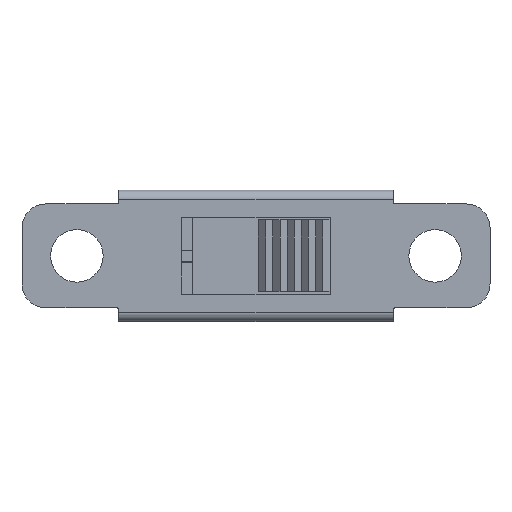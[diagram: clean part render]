
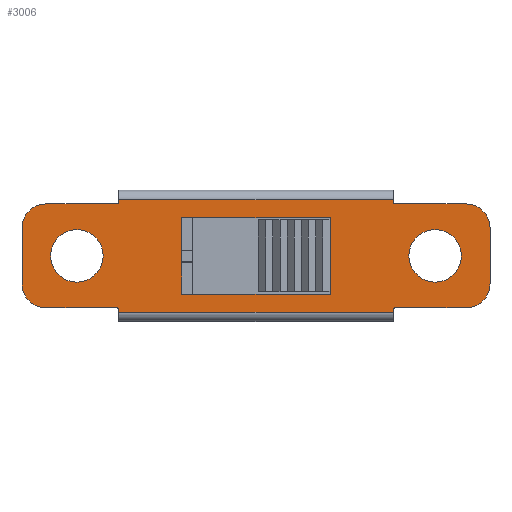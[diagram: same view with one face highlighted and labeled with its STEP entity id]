
A CAD part, top view. The second image highlights one B-rep face of the part: STEP entity #3006.
In plain terms, the highlighted planar face has unit normal (0, 0, 1).
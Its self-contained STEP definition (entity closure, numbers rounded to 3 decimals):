
#51=CIRCLE('',#3151,0.1);
#54=CIRCLE('',#3157,0.1);
#57=CIRCLE('',#3162,0.1);
#60=CIRCLE('',#3168,0.1);
#106=CIRCLE('',#3267,1.1);
#108=CIRCLE('',#3270,1.1);
#110=CIRCLE('',#3274,1.);
#111=CIRCLE('',#3278,1.);
#114=CIRCLE('',#3283,1.);
#116=CIRCLE('',#3289,1.);
#178=FACE_BOUND('',#498,.T.);
#179=FACE_BOUND('',#499,.T.);
#180=FACE_BOUND('',#500,.T.);
#334=FACE_OUTER_BOUND('',#497,.T.);
#497=EDGE_LOOP('',(#2591,#2592,#2593,#2594,#2595,#2596,#2597,#2598,#2599,
#2600,#2601,#2602,#2603,#2604,#2605,#2606,#2607,#2608,#2609,#2610));
#498=EDGE_LOOP('',(#2611));
#499=EDGE_LOOP('',(#2612));
#500=EDGE_LOOP('',(#2613,#2614,#2615,#2616));
#655=LINE('',#4428,#997);
#661=LINE('',#4537,#1003);
#665=LINE('',#4548,#1007);
#668=LINE('',#4649,#1010);
#674=LINE('',#4759,#1016);
#676=LINE('',#4765,#1018);
#767=LINE('',#5132,#1109);
#771=LINE('',#5140,#1113);
#773=LINE('',#5144,#1115);
#776=LINE('',#5149,#1118);
#782=LINE('',#5168,#1124);
#784=LINE('',#5177,#1126);
#787=LINE('',#5183,#1129);
#792=LINE('',#5195,#1134);
#794=LINE('',#5204,#1136);
#797=LINE('',#5210,#1139);
#997=VECTOR('',#3575,1.);
#1003=VECTOR('',#3591,1.);
#1007=VECTOR('',#3599,1.);
#1010=VECTOR('',#3608,1.);
#1016=VECTOR('',#3624,1.);
#1018=VECTOR('',#3630,1.);
#1109=VECTOR('',#3913,1.);
#1113=VECTOR('',#3919,1.);
#1115=VECTOR('',#3923,1.);
#1118=VECTOR('',#3928,1.);
#1124=VECTOR('',#3948,1.);
#1126=VECTOR('',#3958,1.);
#1129=VECTOR('',#3963,10.);
#1134=VECTOR('',#3976,1.);
#1136=VECTOR('',#3986,1.);
#1139=VECTOR('',#3991,1.);
#1307=VERTEX_POINT('',#4425);
#1308=VERTEX_POINT('',#4427);
#1312=VERTEX_POINT('',#4437);
#1315=VERTEX_POINT('',#4534);
#1320=VERTEX_POINT('',#4547);
#1322=VERTEX_POINT('',#4643);
#1323=VERTEX_POINT('',#4647);
#1324=VERTEX_POINT('',#4648);
#1330=VERTEX_POINT('',#4662);
#1332=VERTEX_POINT('',#4758);
#1334=VERTEX_POINT('',#4764);
#1340=VERTEX_POINT('',#4868);
#1421=VERTEX_POINT('',#5128);
#1423=VERTEX_POINT('',#5131);
#1425=VERTEX_POINT('',#5137);
#1427=VERTEX_POINT('',#5143);
#1430=VERTEX_POINT('',#5154);
#1432=VERTEX_POINT('',#5160);
#1434=VERTEX_POINT('',#5166);
#1436=VERTEX_POINT('',#5172);
#1437=VERTEX_POINT('',#5176);
#1439=VERTEX_POINT('',#5182);
#1442=VERTEX_POINT('',#5193);
#1444=VERTEX_POINT('',#5199);
#1445=VERTEX_POINT('',#5203);
#1447=VERTEX_POINT('',#5209);
#1632=EDGE_CURVE('',#1307,#1308,#655,.T.);
#1637=EDGE_CURVE('',#1307,#1312,#51,.T.);
#1642=EDGE_CURVE('',#1308,#1315,#661,.T.);
#1647=EDGE_CURVE('',#1320,#1315,#665,.T.);
#1650=EDGE_CURVE('',#1322,#1320,#54,.T.);
#1652=EDGE_CURVE('',#1323,#1324,#668,.T.);
#1659=EDGE_CURVE('',#1324,#1330,#57,.T.);
#1662=EDGE_CURVE('',#1332,#1323,#674,.T.);
#1665=EDGE_CURVE('',#1332,#1334,#676,.T.);
#1672=EDGE_CURVE('',#1340,#1334,#60,.T.);
#1803=EDGE_CURVE('',#1421,#1423,#767,.T.);
#1807=EDGE_CURVE('',#1425,#1421,#771,.T.);
#1809=EDGE_CURVE('',#1423,#1427,#773,.T.);
#1812=EDGE_CURVE('',#1427,#1425,#776,.T.);
#1816=EDGE_CURVE('',#1430,#1430,#106,.T.);
#1819=EDGE_CURVE('',#1432,#1432,#108,.T.);
#1822=EDGE_CURVE('',#1330,#1434,#782,.T.);
#1825=EDGE_CURVE('',#1436,#1434,#110,.T.);
#1826=EDGE_CURVE('',#1322,#1437,#784,.T.);
#1829=EDGE_CURVE('',#1439,#1436,#787,.T.);
#1832=EDGE_CURVE('',#1437,#1439,#111,.T.);
#1836=EDGE_CURVE('',#1312,#1442,#792,.T.);
#1839=EDGE_CURVE('',#1444,#1442,#114,.T.);
#1840=EDGE_CURVE('',#1340,#1445,#794,.T.);
#1843=EDGE_CURVE('',#1444,#1447,#797,.T.);
#1847=EDGE_CURVE('',#1445,#1447,#116,.T.);
#2591=ORIENTED_EDGE('',*,*,#1637,.T.);
#2592=ORIENTED_EDGE('',*,*,#1836,.T.);
#2593=ORIENTED_EDGE('',*,*,#1839,.F.);
#2594=ORIENTED_EDGE('',*,*,#1843,.T.);
#2595=ORIENTED_EDGE('',*,*,#1847,.F.);
#2596=ORIENTED_EDGE('',*,*,#1840,.F.);
#2597=ORIENTED_EDGE('',*,*,#1672,.T.);
#2598=ORIENTED_EDGE('',*,*,#1665,.F.);
#2599=ORIENTED_EDGE('',*,*,#1662,.T.);
#2600=ORIENTED_EDGE('',*,*,#1652,.T.);
#2601=ORIENTED_EDGE('',*,*,#1659,.T.);
#2602=ORIENTED_EDGE('',*,*,#1822,.T.);
#2603=ORIENTED_EDGE('',*,*,#1825,.F.);
#2604=ORIENTED_EDGE('',*,*,#1829,.F.);
#2605=ORIENTED_EDGE('',*,*,#1832,.F.);
#2606=ORIENTED_EDGE('',*,*,#1826,.F.);
#2607=ORIENTED_EDGE('',*,*,#1650,.T.);
#2608=ORIENTED_EDGE('',*,*,#1647,.T.);
#2609=ORIENTED_EDGE('',*,*,#1642,.F.);
#2610=ORIENTED_EDGE('',*,*,#1632,.F.);
#2611=ORIENTED_EDGE('',*,*,#1819,.F.);
#2612=ORIENTED_EDGE('',*,*,#1816,.F.);
#2613=ORIENTED_EDGE('',*,*,#1803,.F.);
#2614=ORIENTED_EDGE('',*,*,#1807,.F.);
#2615=ORIENTED_EDGE('',*,*,#1812,.F.);
#2616=ORIENTED_EDGE('',*,*,#1809,.F.);
#2855=PLANE('',#3288);
#3006=ADVANCED_FACE('',(#334,#178,#179,#180),#2855,.F.);
#3151=AXIS2_PLACEMENT_3D('',#4438,#3583,#3584);
#3157=AXIS2_PLACEMENT_3D('',#4644,#3603,#3604);
#3162=AXIS2_PLACEMENT_3D('',#4663,#3619,#3620);
#3168=AXIS2_PLACEMENT_3D('',#4869,#3639,#3640);
#3267=AXIS2_PLACEMENT_3D('',#5156,#3935,#3936);
#3270=AXIS2_PLACEMENT_3D('',#5162,#3942,#3943);
#3274=AXIS2_PLACEMENT_3D('',#5174,#3954,#3955);
#3278=AXIS2_PLACEMENT_3D('',#5188,#3968,#3969);
#3283=AXIS2_PLACEMENT_3D('',#5201,#3982,#3983);
#3288=AXIS2_PLACEMENT_3D('',#5216,#3998,#3999);
#3289=AXIS2_PLACEMENT_3D('',#5217,#4000,#4001);
#3575=DIRECTION('',(0.,1.,0.));
#3583=DIRECTION('center_axis',(0.,0.,-1.));
#3584=DIRECTION('ref_axis',(0.,1.,0.));
#3591=DIRECTION('',(1.,0.,0.));
#3599=DIRECTION('',(0.,1.,0.));
#3603=DIRECTION('center_axis',(0.,0.,-1.));
#3604=DIRECTION('ref_axis',(0.,1.,0.));
#3608=DIRECTION('',(0.,1.,0.));
#3619=DIRECTION('center_axis',(0.,0.,-1.));
#3620=DIRECTION('ref_axis',(0.,1.,0.));
#3624=DIRECTION('',(1.,0.,0.));
#3630=DIRECTION('',(0.,1.,0.));
#3639=DIRECTION('center_axis',(0.,0.,-1.));
#3640=DIRECTION('ref_axis',(0.,1.,0.));
#3913=DIRECTION('',(0.,-1.,0.));
#3919=DIRECTION('',(-1.,0.,0.));
#3923=DIRECTION('',(1.,0.,0.));
#3928=DIRECTION('',(0.,1.,0.));
#3935=DIRECTION('center_axis',(0.,0.,1.));
#3936=DIRECTION('ref_axis',(0.,-1.,0.));
#3942=DIRECTION('center_axis',(0.,0.,1.));
#3943=DIRECTION('ref_axis',(0.,-1.,0.));
#3948=DIRECTION('',(1.,0.,0.));
#3954=DIRECTION('center_axis',(0.,0.,-1.));
#3955=DIRECTION('ref_axis',(0.,1.,0.));
#3958=DIRECTION('',(1.,0.,0.));
#3963=DIRECTION('',(0.,-1.,0.));
#3968=DIRECTION('center_axis',(0.,0.,-1.));
#3969=DIRECTION('ref_axis',(0.,1.,0.));
#3976=DIRECTION('',(-1.,0.,0.));
#3982=DIRECTION('center_axis',(0.,0.,-1.));
#3983=DIRECTION('ref_axis',(0.,1.,0.));
#3986=DIRECTION('',(-1.,0.,0.));
#3991=DIRECTION('',(0.,-1.,0.));
#3998=DIRECTION('center_axis',(0.,0.,-1.));
#3999=DIRECTION('ref_axis',(0.,1.,0.));
#4000=DIRECTION('center_axis',(0.,0.,-1.));
#4001=DIRECTION('ref_axis',(0.,1.,0.));
#4425=CARTESIAN_POINT('',(2.,6.025,4.901));
#4427=CARTESIAN_POINT('',(2.,6.1,4.901));
#4428=CARTESIAN_POINT('',(2.,0.,4.901));
#4437=CARTESIAN_POINT('',(1.9,5.925,4.901));
#4438=CARTESIAN_POINT('Origin',(1.9,6.025,4.901));
#4534=CARTESIAN_POINT('',(13.5,6.1,4.901));
#4537=CARTESIAN_POINT('',(2.,6.1,4.901));
#4547=CARTESIAN_POINT('',(13.5,6.025,4.901));
#4548=CARTESIAN_POINT('',(13.5,0.,4.901));
#4643=CARTESIAN_POINT('',(13.6,5.925,4.901));
#4644=CARTESIAN_POINT('Origin',(13.6,6.025,4.901));
#4647=CARTESIAN_POINT('',(13.5,1.4,4.901));
#4648=CARTESIAN_POINT('',(13.5,1.475,4.901));
#4649=CARTESIAN_POINT('',(13.5,0.,4.901));
#4662=CARTESIAN_POINT('',(13.6,1.575,4.901));
#4663=CARTESIAN_POINT('Origin',(13.6,1.475,4.901));
#4758=CARTESIAN_POINT('',(2.,1.4,4.901));
#4759=CARTESIAN_POINT('',(2.,1.4,4.901));
#4764=CARTESIAN_POINT('',(2.,1.475,4.901));
#4765=CARTESIAN_POINT('',(2.,0.,4.901));
#4868=CARTESIAN_POINT('',(1.9,1.575,4.901));
#4869=CARTESIAN_POINT('Origin',(1.9,1.475,4.901));
#5128=CARTESIAN_POINT('',(4.65,5.35,4.901));
#5131=CARTESIAN_POINT('',(4.65,2.15,4.901));
#5132=CARTESIAN_POINT('',(4.65,5.35,4.901));
#5137=CARTESIAN_POINT('',(10.85,5.35,4.901));
#5140=CARTESIAN_POINT('',(10.85,5.35,4.901));
#5143=CARTESIAN_POINT('',(10.85,2.15,4.901));
#5144=CARTESIAN_POINT('',(4.65,2.15,4.901));
#5149=CARTESIAN_POINT('',(10.85,2.15,4.901));
#5154=CARTESIAN_POINT('',(-0.85,3.75,4.901));
#5156=CARTESIAN_POINT('Origin',(0.25,3.75,4.901));
#5160=CARTESIAN_POINT('',(14.15,3.75,4.901));
#5162=CARTESIAN_POINT('Origin',(15.25,3.75,4.901));
#5166=CARTESIAN_POINT('',(16.55,1.575,4.901));
#5168=CARTESIAN_POINT('',(15.525,1.575,4.901));
#5172=CARTESIAN_POINT('',(17.55,2.575,4.901));
#5174=CARTESIAN_POINT('Origin',(16.55,2.575,4.901));
#5176=CARTESIAN_POINT('',(16.55,5.925,4.901));
#5177=CARTESIAN_POINT('',(15.525,5.925,4.901));
#5182=CARTESIAN_POINT('',(17.55,4.925,4.901));
#5183=CARTESIAN_POINT('',(17.55,4.925,4.901));
#5188=CARTESIAN_POINT('Origin',(16.55,4.925,4.901));
#5193=CARTESIAN_POINT('',(-1.05,5.925,4.901));
#5195=CARTESIAN_POINT('',(2.,5.925,4.901));
#5199=CARTESIAN_POINT('',(-2.05,4.925,4.901));
#5201=CARTESIAN_POINT('Origin',(-1.05,4.925,4.901));
#5203=CARTESIAN_POINT('',(-1.05,1.575,4.901));
#5204=CARTESIAN_POINT('',(2.,1.575,4.901));
#5209=CARTESIAN_POINT('',(-2.05,2.575,4.901));
#5210=CARTESIAN_POINT('',(-2.05,0.,4.901));
#5216=CARTESIAN_POINT('Origin',(2.,1.4,4.901));
#5217=CARTESIAN_POINT('Origin',(-1.05,2.575,4.901));
